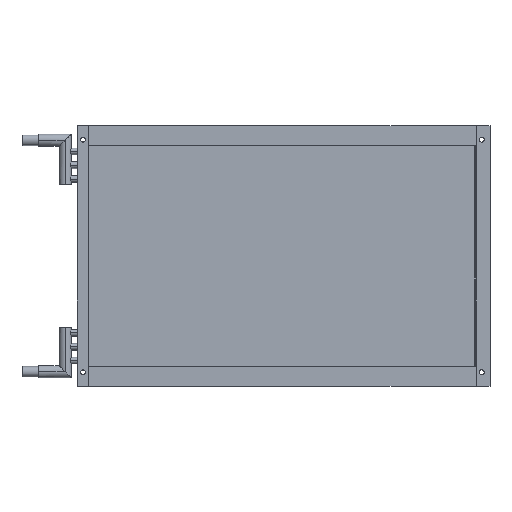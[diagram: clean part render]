
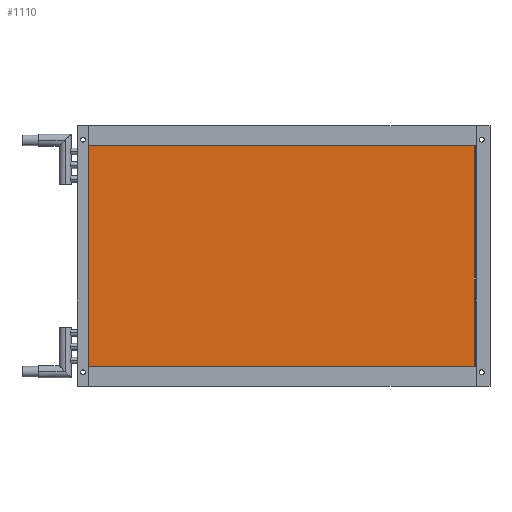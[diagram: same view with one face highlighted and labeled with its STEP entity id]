
A CAD part, top view. The second image highlights one B-rep face of the part: STEP entity #1110.
In plain terms, the highlighted planar face has unit normal (0, 0, 1).
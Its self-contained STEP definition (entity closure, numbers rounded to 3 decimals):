
#1110 = ADVANCED_FACE ( 'NONE', ( #3589 ), #3593, .F. ) ;
#1111 = EDGE_LOOP ( 'NONE', ( #1112, #1115, #1116, #1119 ) ) ;
#1112 = ORIENTED_EDGE ( 'NONE', *, *, #1113, .F. ) ;
#1113 = EDGE_CURVE ( 'NONE', #1130, #1114, #3650, .T. ) ;
#1114 = VERTEX_POINT ( 'NONE', #3643 ) ;
#1115 = ORIENTED_EDGE ( 'NONE', *, *, #1129, .T. ) ;
#1116 = ORIENTED_EDGE ( 'NONE', *, *, #1117, .T. ) ;
#1117 = EDGE_CURVE ( 'NONE', #1131, #1118, #3642, .T. ) ;
#1118 = VERTEX_POINT ( 'NONE', #3638 ) ;
#1119 = ORIENTED_EDGE ( 'NONE', *, *, #1120, .F. ) ;
#1120 = EDGE_CURVE ( 'NONE', #1114, #1118, #3637, .T. ) ;
#1129 = EDGE_CURVE ( 'NONE', #1130, #1131, #3624, .T. ) ;
#1130 = VERTEX_POINT ( 'NONE', #3676 ) ;
#1131 = VERTEX_POINT ( 'NONE', #3675 ) ;
#3589 = FACE_OUTER_BOUND ( 'NONE', #1111, .T. ) ;
#3593 = PLANE ( 'NONE',  #3651 ) ;
#3624 = LINE ( 'NONE', #3679, #3678 ) ;
#3634 = DIRECTION ( 'NONE',  ( 0., -1., 0. ) ) ;
#3635 = VECTOR ( 'NONE', #3634, 1000. ) ;
#3636 = CARTESIAN_POINT ( 'NONE',  ( -3.124, 905.89, 46. ) ) ;
#3637 = LINE ( 'NONE', #3636, #3635 ) ;
#3638 = CARTESIAN_POINT ( 'NONE',  ( -3.124, -199., 46. ) ) ;
#3639 = DIRECTION ( 'NONE',  ( 1., 0., 0. ) ) ;
#3640 = VECTOR ( 'NONE', #3639, 1000. ) ;
#3641 = CARTESIAN_POINT ( 'NONE',  ( -700., -199., 46. ) ) ;
#3642 = LINE ( 'NONE', #3641, #3640 ) ;
#3643 = CARTESIAN_POINT ( 'NONE',  ( -3.124, 199., 46. ) ) ;
#3644 = DIRECTION ( 'NONE',  ( 1., 0., 0. ) ) ;
#3645 = VECTOR ( 'NONE', #3644, 1000. ) ;
#3646 = CARTESIAN_POINT ( 'NONE',  ( -700., 199., 46. ) ) ;
#3647 = DIRECTION ( 'NONE',  ( -1., 0., 0. ) ) ;
#3648 = DIRECTION ( 'NONE',  ( 0., 0., -1. ) ) ;
#3649 = CARTESIAN_POINT ( 'NONE',  ( -700., 905.89, 46. ) ) ;
#3650 = LINE ( 'NONE', #3646, #3645 ) ;
#3651 = AXIS2_PLACEMENT_3D ( 'NONE', #3649, #3648, #3647 ) ;
#3675 = CARTESIAN_POINT ( 'NONE',  ( -700., -199., 46. ) ) ;
#3676 = CARTESIAN_POINT ( 'NONE',  ( -700., 199., 46. ) ) ;
#3677 = DIRECTION ( 'NONE',  ( 0., -1., 0. ) ) ;
#3678 = VECTOR ( 'NONE', #3677, 1000. ) ;
#3679 = CARTESIAN_POINT ( 'NONE',  ( -700., 905.89, 46. ) ) ;
